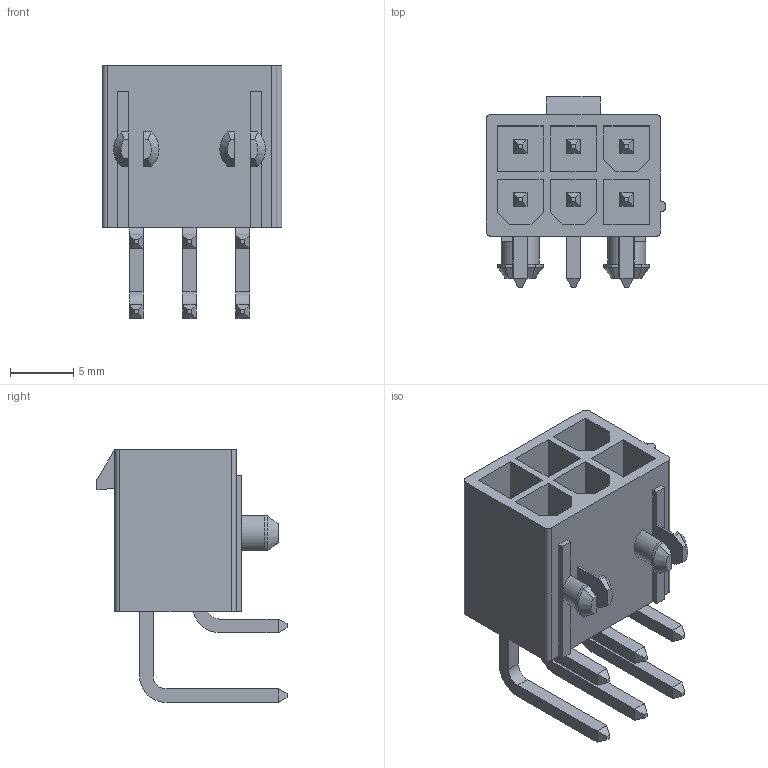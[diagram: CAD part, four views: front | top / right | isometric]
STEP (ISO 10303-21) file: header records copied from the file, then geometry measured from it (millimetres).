
FILE_DESCRIPTION(/* description */ (''),/* implementation_level */ '2;1');
FILE_NAME(/* name */ '39301060 v1.step',/* time_stamp */ '2023-09-18T11:25:46+03:00',/* author */ (''),/* organization */ (''),/* preprocessor_version */ 'ST-DEVELOPER v20',/* originating_system */ 'Autodesk Translation Framework v12.9.0.99',/* authorisation */ '');
FILE_SCHEMA (('AUTOMOTIVE_DESIGN { 1 0 10303 214 3 1 1 }'));
Length unit declared in the file: millimetre
Products named in the file (3): 39301060; Main; Pins
Assembly tree (2 placements, depth 2):
  39301060
    Main
    Pins
Bounding box: 14.2 x 15 x 19.93 mm (x, y, z)
Volume: 1170.6 mm3; surface area: 2344.2 mm2
Topology: 7 solids, 7 shells, 239 faces, 583 edges, 366 vertices
Faces by surface type: plane 210, cylinder 25, cone 4
Entity records: 6947 total; most frequent: CARTESIAN_POINT 1201, ORIENTED_EDGE 1166, DIRECTION 1127, EDGE_CURVE 583, LINE 519, VECTOR 519, VERTEX_POINT 366, AXIS2_PLACEMENT_3D 304
